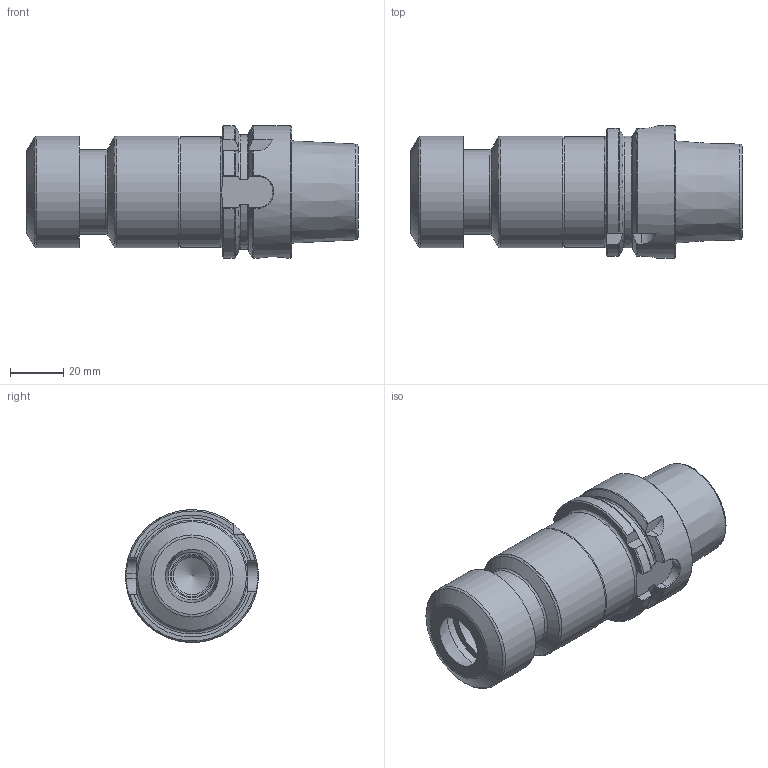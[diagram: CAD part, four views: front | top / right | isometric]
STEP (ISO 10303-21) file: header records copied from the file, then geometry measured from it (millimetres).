
FILE_DESCRIPTION(/* description */ (''),/* implementation_level */ '2;1');
FILE_NAME(/* name */ 'AHSKA50-ER-25-100.stp',/* time_stamp */ '2024-11-22T15:24:12+03:00',/* author */ (''),/* organization */ (''),/* preprocessor_version */ 'ST-DEVELOPER v19.4',/* originating_system */ 'SIEMENS PLM Software NX2306.3001',/* authorisation */ '');
FILE_SCHEMA (('AUTOMOTIVE_DESIGN { 1 0 10303 214 3 1 1 1 }'));
Length unit declared in the file: millimetre
Products named in the file (1): AHSKA50-ER-25-100-light_objects
Bounding box: 125 x 50 x 50 mm (x, y, z)
Volume: 145874.6 mm3; surface area: 25793.5 mm2
Topology: 1 solids, 1 shells, 103 faces, 269 edges, 172 vertices
Faces by surface type: plane 39, cone 25, cylinder 18, torus 18, bspline 3
Full cylindrical faces by diameter (mm): 10 x1, 14 x1, 18 x1, 30.5 x1, 32 x1, 41.6 x1, 42 x2, 50 x1
Entity records: 3410 total; most frequent: CARTESIAN_POINT 1140, ORIENTED_EDGE 454, DIRECTION 426, EDGE_CURVE 227, AXIS2_PLACEMENT_3D 181, VERTEX_POINT 163, EDGE_LOOP 138, ADVANCED_FACE 103
